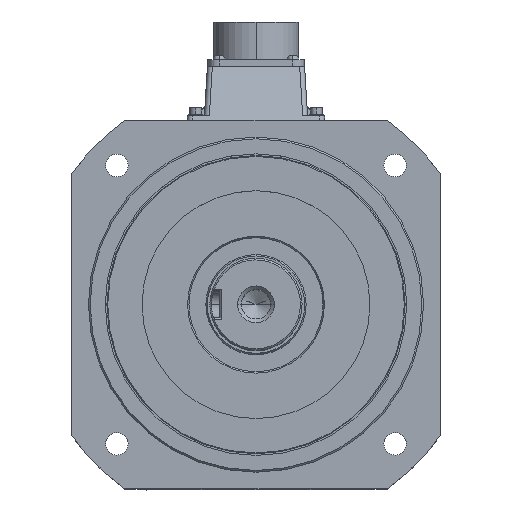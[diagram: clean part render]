
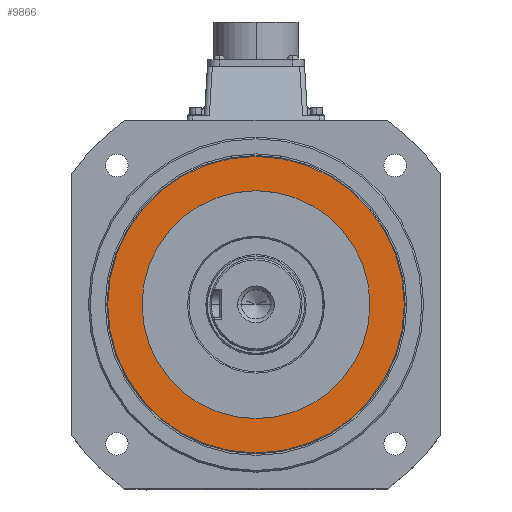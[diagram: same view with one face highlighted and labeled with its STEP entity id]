
A CAD part, top view. The second image highlights one B-rep face of the part: STEP entity #9866.
In plain terms, the highlighted planar face has unit normal (0, 0, 1).
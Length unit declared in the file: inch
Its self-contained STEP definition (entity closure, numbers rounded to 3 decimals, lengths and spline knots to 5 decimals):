
#1002 = ORIENTED_EDGE ( 'NONE', *, *, #25266, .T. ) ;
#1478 = CARTESIAN_POINT ( 'NONE',  ( 0., 0., 0.96457 ) ) ;
#1692 = DIRECTION ( 'NONE',  ( 0., 0., -1. ) ) ;
#3221 = CARTESIAN_POINT ( 'NONE',  ( 0., 3.48425, 0.96457 ) ) ;
#3777 = FACE_BOUND ( 'NONE', #17439, .T. ) ;
#4062 = VERTEX_POINT ( 'NONE', #26350 ) ;
#4895 = AXIS2_PLACEMENT_3D ( 'NONE', #23021, #16751, #20801 ) ;
#4980 = AXIS2_PLACEMENT_3D ( 'NONE', #26853, #1692, #7918 ) ;
#4996 = CIRCLE ( 'NONE', #4980, 2.67717 ) ;
#5427 = AXIS2_PLACEMENT_3D ( 'NONE', #17269, #11837, #22151 ) ;
#5646 = VERTEX_POINT ( 'NONE', #3221 ) ;
#5997 = DIRECTION ( 'NONE',  ( 0., 0., 1. ) ) ;
#6633 = EDGE_CURVE ( 'NONE', #13126, #5646, #16493, .T. ) ;
#7021 = DIRECTION ( 'NONE',  ( -1., 0., 0. ) ) ;
#7571 = ORIENTED_EDGE ( 'NONE', *, *, #21245, .F. ) ;
#7918 = DIRECTION ( 'NONE',  ( -1., 0., 0. ) ) ;
#8282 = ORIENTED_EDGE ( 'NONE', *, *, #18715, .F. ) ;
#9025 = CARTESIAN_POINT ( 'NONE',  ( 3.48425, 0., 0.96457 ) ) ;
#9156 = CIRCLE ( 'NONE', #12266, 2.67717 ) ;
#9866 = ADVANCED_FACE ( 'NONE', ( #24898, #3777 ), #14299, .T. ) ;
#10095 = EDGE_CURVE ( 'NONE', #4062, #16964, #4996, .T. ) ;
#10420 = CARTESIAN_POINT ( 'NONE',  ( 0., 0., 0.96457 ) ) ;
#11613 = CARTESIAN_POINT ( 'NONE',  ( -3.48425, 0., 0.96457 ) ) ;
#11769 = EDGE_LOOP ( 'NONE', ( #7571, #8282, #21260 ) ) ;
#11837 = DIRECTION ( 'NONE',  ( 0., 0., -1. ) ) ;
#12266 = AXIS2_PLACEMENT_3D ( 'NONE', #17438, #25939, #7021 ) ;
#13126 = VERTEX_POINT ( 'NONE', #11613 ) ;
#14299 = PLANE ( 'NONE',  #25076 ) ;
#15011 = CIRCLE ( 'NONE', #4895, 3.48425 ) ;
#16256 = DIRECTION ( 'NONE',  ( 1., 0., 0. ) ) ;
#16322 = DIRECTION ( 'NONE',  ( 0., 0., -1. ) ) ;
#16493 = CIRCLE ( 'NONE', #5427, 3.48425 ) ;
#16727 = ORIENTED_EDGE ( 'NONE', *, *, #10095, .T. ) ;
#16751 = DIRECTION ( 'NONE',  ( 0., 0., -1. ) ) ;
#16964 = VERTEX_POINT ( 'NONE', #22663 ) ;
#17269 = CARTESIAN_POINT ( 'NONE',  ( 0., 0., 0.96457 ) ) ;
#17438 = CARTESIAN_POINT ( 'NONE',  ( 0., 0., 0.96457 ) ) ;
#17439 = EDGE_LOOP ( 'NONE', ( #16727, #1002 ) ) ;
#18715 = EDGE_CURVE ( 'NONE', #5646, #27203, #22843, .T. ) ;
#20801 = DIRECTION ( 'NONE',  ( 0., 1., 0. ) ) ;
#21245 = EDGE_CURVE ( 'NONE', #27203, #13126, #15011, .T. ) ;
#21260 = ORIENTED_EDGE ( 'NONE', *, *, #6633, .F. ) ;
#22151 = DIRECTION ( 'NONE',  ( 0., 1., 0. ) ) ;
#22663 = CARTESIAN_POINT ( 'NONE',  ( 2.67717, 0., 0.96457 ) ) ;
#22843 = CIRCLE ( 'NONE', #26410, 3.48425 ) ;
#23021 = CARTESIAN_POINT ( 'NONE',  ( 0., 0., 0.96457 ) ) ;
#24898 = FACE_OUTER_BOUND ( 'NONE', #11769, .T. ) ;
#25076 = AXIS2_PLACEMENT_3D ( 'NONE', #10420, #5997, #16256 ) ;
#25266 = EDGE_CURVE ( 'NONE', #16964, #4062, #9156, .T. ) ;
#25939 = DIRECTION ( 'NONE',  ( 0., 0., -1. ) ) ;
#26350 = CARTESIAN_POINT ( 'NONE',  ( -2.67717, 0., 0.96457 ) ) ;
#26410 = AXIS2_PLACEMENT_3D ( 'NONE', #1478, #16322, #26921 ) ;
#26853 = CARTESIAN_POINT ( 'NONE',  ( 0., 0., 0.96457 ) ) ;
#26921 = DIRECTION ( 'NONE',  ( 0., 1., 0. ) ) ;
#27203 = VERTEX_POINT ( 'NONE', #9025 ) ;
